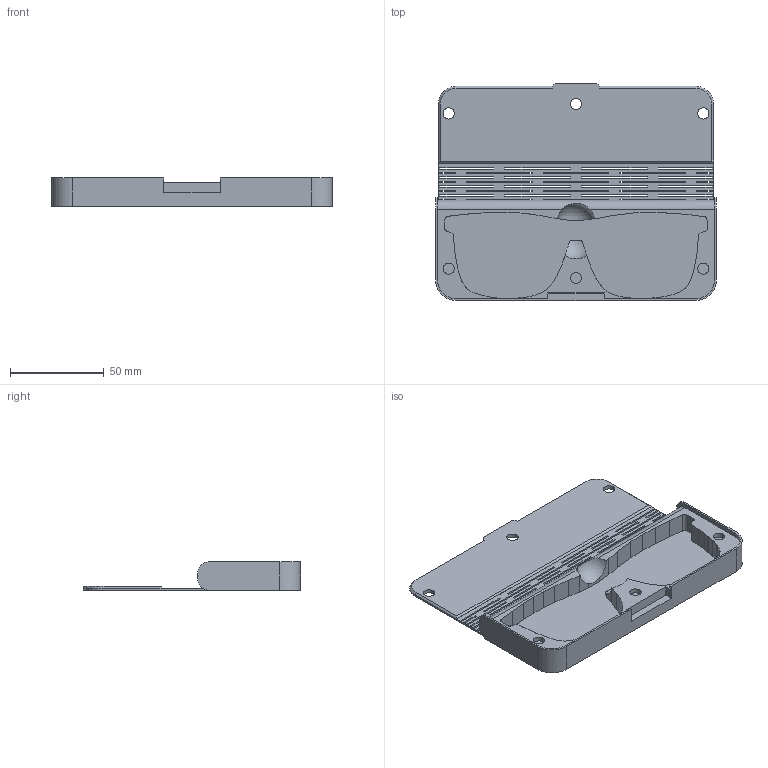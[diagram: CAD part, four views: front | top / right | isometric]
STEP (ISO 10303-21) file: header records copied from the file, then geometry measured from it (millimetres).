
FILE_DESCRIPTION(('FreeCAD Model'),'2;1');
FILE_NAME('Open CASCADE Shape Model','2025-04-01T18:11:59',(''),(''), 'Open CASCADE STEP processor 7.8','FreeCAD','Unknown');
FILE_SCHEMA(('AUTOMOTIVE_DESIGN { 1 0 10303 214 1 1 1 1 }'));
Length unit declared in the file: millimetre
Products named in the file (1): Body
Bounding box: 150 x 115.93 x 15 mm (x, y, z)
Volume: 56549 mm3; surface area: 45549.1 mm2
Topology: 1 solids, 1 shells, 358 faces, 1068 edges, 710 vertices
Faces by surface type: plane 286, cylinder 68, cone 2, sphere 2
Full cylindrical faces by diameter (mm): 6 x6
Entity records: 12205 total; most frequent: CARTESIAN_POINT 2216, ORIENTED_EDGE 2136, DIRECTION 1937, EDGE_CURVE 1068, LINE 911, VECTOR 911, VERTEX_POINT 710, AXIS2_PLACEMENT_3D 513
